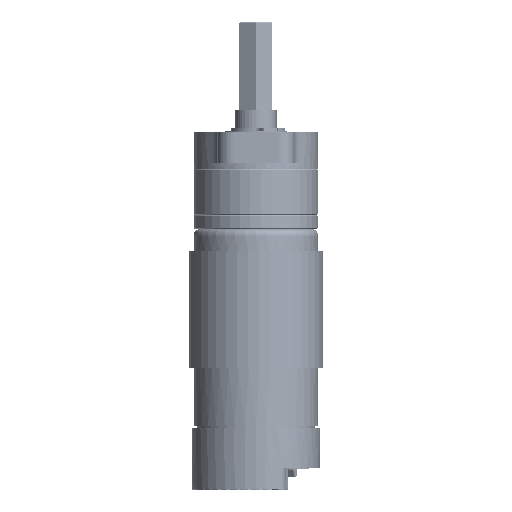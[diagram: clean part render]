
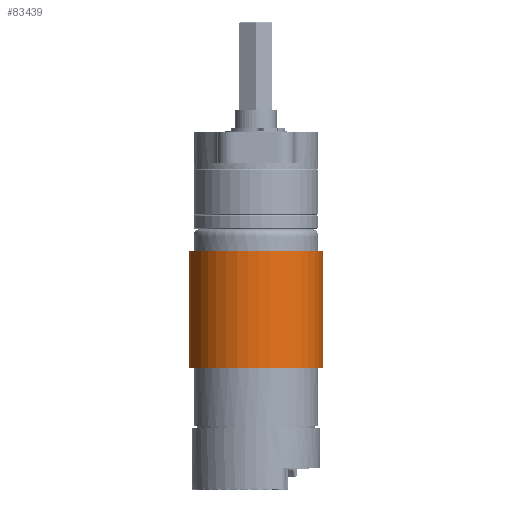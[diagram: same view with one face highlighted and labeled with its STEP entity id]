
A CAD part, left-side view. The second image highlights one B-rep face of the part: STEP entity #83439.
In plain terms, the highlighted cylindrical face has radius 19.5 mm (diameter 39 mm), a partial arc.
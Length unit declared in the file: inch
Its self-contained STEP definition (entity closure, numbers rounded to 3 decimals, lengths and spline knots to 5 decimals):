
#388 = CARTESIAN_POINT ( 'NONE',  ( -0.76772, 0., -0.2815 ) ) ;
#3894 = VERTEX_POINT ( 'NONE', #34850 ) ;
#5914 = CIRCLE ( 'NONE', #88800, 0.76772 ) ;
#9653 = LINE ( 'NONE', #100194, #145343 ) ;
#10388 = DIRECTION ( 'NONE',  ( 0., 0., 1. ) ) ;
#16368 = EDGE_LOOP ( 'NONE', ( #67591, #137020, #102299, #22226 ) ) ;
#19886 = EDGE_CURVE ( 'NONE', #3894, #58566, #9653, .T. ) ;
#22226 = ORIENTED_EDGE ( 'NONE', *, *, #19886, .T. ) ;
#22319 = EDGE_CURVE ( 'NONE', #3894, #134327, #5914, .T. ) ;
#22631 = LINE ( 'NONE', #388, #133864 ) ;
#24579 = AXIS2_PLACEMENT_3D ( 'NONE', #50950, #96224, #25759 ) ;
#25759 = DIRECTION ( 'NONE',  ( -1., 0., 0. ) ) ;
#31098 = EDGE_CURVE ( 'NONE', #58566, #73259, #88521, .T. ) ;
#34850 = CARTESIAN_POINT ( 'NONE',  ( 0.76367, -0.07874, 0.65945 ) ) ;
#38709 = AXIS2_PLACEMENT_3D ( 'NONE', #97434, #133034, #130861 ) ;
#40195 = CARTESIAN_POINT ( 'NONE',  ( 0.76367, -0.07874, 1.99803 ) ) ;
#48193 = CARTESIAN_POINT ( 'NONE',  ( -0.76772, 0., 1.99803 ) ) ;
#48406 = DIRECTION ( 'NONE',  ( -1., 0., 0. ) ) ;
#50599 = CARTESIAN_POINT ( 'NONE',  ( 0., 0., 0.65945 ) ) ;
#50950 = CARTESIAN_POINT ( 'NONE',  ( 0., 0., 1.99803 ) ) ;
#58566 = VERTEX_POINT ( 'NONE', #40195 ) ;
#67591 = ORIENTED_EDGE ( 'NONE', *, *, #31098, .T. ) ;
#68708 = DIRECTION ( 'NONE',  ( 0., 0., -1. ) ) ;
#73259 = VERTEX_POINT ( 'NONE', #48193 ) ;
#83439 = ADVANCED_FACE ( 'NONE', ( #142033 ), #121143, .T. ) ;
#88521 = CIRCLE ( 'NONE', #24579, 0.76772 ) ;
#88800 = AXIS2_PLACEMENT_3D ( 'NONE', #50599, #106271, #48406 ) ;
#95949 = CARTESIAN_POINT ( 'NONE',  ( -0.76772, 0., 0.65945 ) ) ;
#96224 = DIRECTION ( 'NONE',  ( 0., 0., -1. ) ) ;
#97434 = CARTESIAN_POINT ( 'NONE',  ( 0., 0., -0.2815 ) ) ;
#100194 = CARTESIAN_POINT ( 'NONE',  ( 0.76367, -0.07874, 0. ) ) ;
#102299 = ORIENTED_EDGE ( 'NONE', *, *, #22319, .F. ) ;
#106271 = DIRECTION ( 'NONE',  ( 0., 0., -1. ) ) ;
#116249 = EDGE_CURVE ( 'NONE', #73259, #134327, #22631, .T. ) ;
#121143 = CYLINDRICAL_SURFACE ( 'NONE', #38709, 0.76772 ) ;
#130861 = DIRECTION ( 'NONE',  ( -1., 0., 0. ) ) ;
#133034 = DIRECTION ( 'NONE',  ( 0., 0., -1. ) ) ;
#133864 = VECTOR ( 'NONE', #68708, 39.37008 ) ;
#134327 = VERTEX_POINT ( 'NONE', #95949 ) ;
#137020 = ORIENTED_EDGE ( 'NONE', *, *, #116249, .T. ) ;
#142033 = FACE_OUTER_BOUND ( 'NONE', #16368, .T. ) ;
#145343 = VECTOR ( 'NONE', #10388, 39.37008 ) ;
